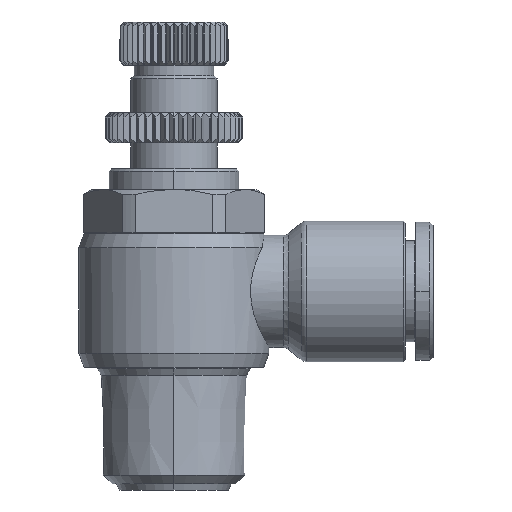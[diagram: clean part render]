
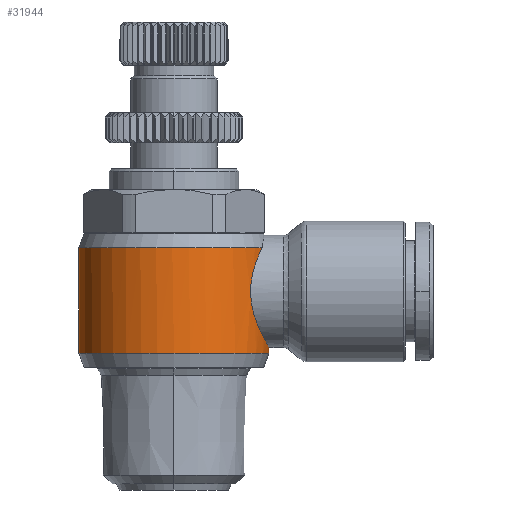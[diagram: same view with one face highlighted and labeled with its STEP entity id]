
A CAD part, front view. The second image highlights one B-rep face of the part: STEP entity #31944.
In plain terms, the highlighted cylindrical face has radius 11 mm (diameter 22 mm), a partial arc.
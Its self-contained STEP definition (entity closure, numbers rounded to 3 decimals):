
#166=CARTESIAN_POINT('',(17.0,0.,5.052));
#167=VERTEX_POINT('',#166);
#200=CARTESIAN_POINT('',(-5.0,0.,-7.152));
#201=VERTEX_POINT('',#200);
#217=CARTESIAN_POINT('',(17.0,0.,-7.152));
#218=VERTEX_POINT('',#217);
#240=CARTESIAN_POINT('',(-5.,0.,-6.5));
#241=VERTEX_POINT('',#240);
#242=CARTESIAN_POINT('',(-5.0,0.,-7.152));
#243=DIRECTION('',(0.0,0.0,1.0));
#244=VECTOR('',#243,0.652);
#245=LINE('',#242,#244);
#246=EDGE_CURVE('',#201,#241,#245,.T.);
#249=CARTESIAN_POINT('',(17.0,0.,5.052));
#250=DIRECTION('',(0.0,0.0,-1.0));
#251=VECTOR('',#250,12.203);
#252=LINE('',#249,#251);
#253=EDGE_CURVE('',#167,#218,#252,.T.);
#31844=CARTESIAN_POINT('',(-4.211,4.091,5.052));
#31845=VERTEX_POINT('',#31844);
#31859=CARTESIAN_POINT('',(-4.211,4.091,5.052));
#31860=CARTESIAN_POINT('',(-4.139,4.27,4.906));
#31861=CARTESIAN_POINT('',(-4.066,4.439,4.754));
#31862=CARTESIAN_POINT('',(-3.863,4.88,4.313));
#31863=CARTESIAN_POINT('',(-3.726,5.147,3.992));
#31864=CARTESIAN_POINT('',(-3.46,5.62,3.294));
#31865=CARTESIAN_POINT('',(-3.333,5.826,2.915));
#31866=CARTESIAN_POINT('',(-3.116,6.16,2.119));
#31867=CARTESIAN_POINT('',(-3.026,6.288,1.702));
#31868=CARTESIAN_POINT('',(-2.905,6.458,0.853));
#31869=CARTESIAN_POINT('',(-2.874,6.5,0.422));
#31870=CARTESIAN_POINT('',(-2.874,6.5,0.));
#31871=CARTESIAN_POINT('',(-2.874,6.5,-0.422));
#31872=CARTESIAN_POINT('',(-2.905,6.458,-0.853));
#31873=CARTESIAN_POINT('',(-3.026,6.288,-1.702));
#31874=CARTESIAN_POINT('',(-3.116,6.16,-2.119));
#31875=CARTESIAN_POINT('',(-3.333,5.826,-2.915));
#31876=CARTESIAN_POINT('',(-3.46,5.62,-3.294));
#31877=CARTESIAN_POINT('',(-3.726,5.147,-3.992));
#31878=CARTESIAN_POINT('',(-3.863,4.88,-4.313));
#31879=CARTESIAN_POINT('',(-4.123,4.314,-4.878));
#31880=CARTESIAN_POINT('',(-4.256,3.995,-5.145));
#31881=CARTESIAN_POINT('',(-4.501,3.296,-5.618));
#31882=CARTESIAN_POINT('',(-4.614,2.916,-5.825));
#31883=CARTESIAN_POINT('',(-4.802,2.118,-6.16));
#31884=CARTESIAN_POINT('',(-4.876,1.699,-6.289));
#31885=CARTESIAN_POINT('',(-4.975,0.85,-6.459));
#31886=CARTESIAN_POINT('',(-5.,0.419,-6.5));
#31887=CARTESIAN_POINT('',(-5.,0.,-6.5));
#31888=B_SPLINE_CURVE_WITH_KNOTS('',3,(#31859,#31860,#31861,#31862,#31863,#31864,#31865,#31866,#31867,#31868,#31869,#31870,#31871,#31872,#31873,#31874,#31875,#31876,#31877,#31878,#31879,#31880,#31881,#31882,#31883,#31884,#31885,#31886,#31887),.UNSPECIFIED.,.F.,.U.,(4,2,2,2,2,3,2,2,2,2,2,2,2,4),(-5.763,-5.061,-3.796,-2.531,-1.265,0.0,1.265,2.531,3.796,5.061,6.319,7.577,8.835,10.092),.UNSPECIFIED.);
#31889=EDGE_CURVE('',#31845,#241,#31888,.T.);
#31920=CARTESIAN_POINT('',(6.0,0.,-1.05));
#31921=DIRECTION('',(0.,0.,1.0));
#31922=DIRECTION('',(-1.0,0.0,0.0));
#31923=AXIS2_PLACEMENT_3D('',#31920,#31921,#31922);
#31924=CYLINDRICAL_SURFACE('',#31923,11.0);
#31925=ORIENTED_EDGE('',*,*,#246,.T.);
#31926=ORIENTED_EDGE('',*,*,#31889,.F.);
#31927=CARTESIAN_POINT('',(6.,0.,5.052));
#31928=DIRECTION('',(0.0,0.0,1.0));
#31929=DIRECTION('',(-1.0,0.0,0.0));
#31930=AXIS2_PLACEMENT_3D('',#31927,#31928,#31929);
#31931=CIRCLE('',#31930,11.0);
#31932=EDGE_CURVE('',#167,#31845,#31931,.T.);
#31933=ORIENTED_EDGE('',*,*,#31932,.F.);
#31934=ORIENTED_EDGE('',*,*,#253,.T.);
#31935=CARTESIAN_POINT('',(6.,0.,-7.152));
#31936=DIRECTION('',(0.0,0.0,1.0));
#31937=DIRECTION('',(-1.0,0.0,0.0));
#31938=AXIS2_PLACEMENT_3D('',#31935,#31936,#31937);
#31939=CIRCLE('',#31938,11.0);
#31940=EDGE_CURVE('',#218,#201,#31939,.T.);
#31941=ORIENTED_EDGE('',*,*,#31940,.T.);
#31942=EDGE_LOOP('',(#31925,#31926,#31933,#31934,#31941));
#31943=FACE_OUTER_BOUND('',#31942,.T.);
#31944=ADVANCED_FACE('',(#31943),#31924,.T.);
